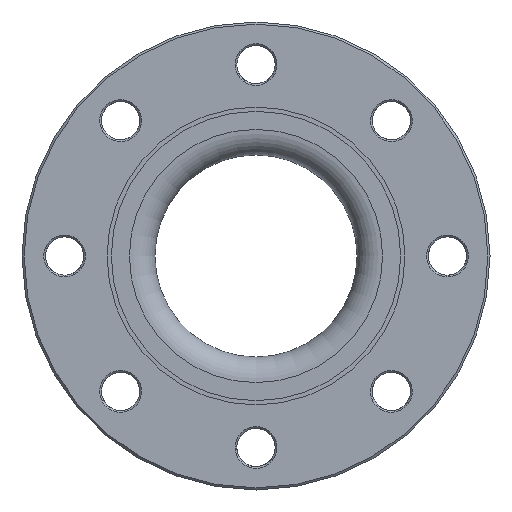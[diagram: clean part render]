
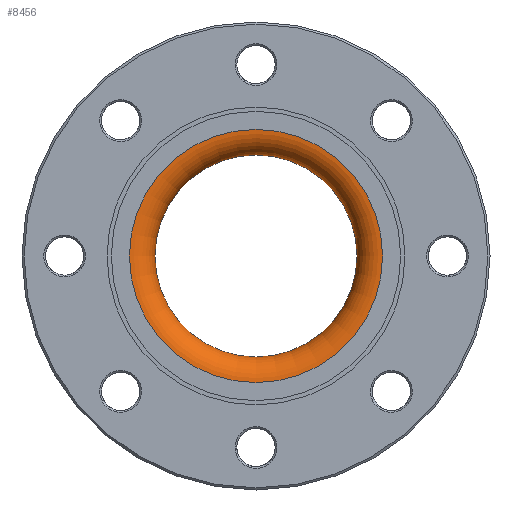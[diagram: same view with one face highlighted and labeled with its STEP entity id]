
A CAD part, left-side view. The second image highlights one B-rep face of the part: STEP entity #8456.
In plain terms, the highlighted toroidal (fillet/blend) face has major radius 59.5 mm and minor radius 12 mm.
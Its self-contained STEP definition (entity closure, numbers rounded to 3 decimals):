
#7787=CARTESIAN_POINT('',(-65.,-0.,59.5));
#7788=VERTEX_POINT('',#7787);
#7789=CARTESIAN_POINT('',(-65.,0.,0.));
#7790=DIRECTION('',(1.,-0.,-0.));
#7791=DIRECTION('',(0.,0.,1.));
#7792=AXIS2_PLACEMENT_3D('',#7789,#7790,#7791);
#7793=CIRCLE('',#7792,59.5);
#7794=EDGE_CURVE('',#7788,#7788,#7793,.T.);
#8390=CARTESIAN_POINT('',(-53.,0.,-47.5));
#8391=VERTEX_POINT('',#8390);
#8401=CARTESIAN_POINT('',(-53.,-0.,47.5));
#8402=VERTEX_POINT('',#8401);
#8403=CARTESIAN_POINT('',(-53.,0.,0.));
#8404=DIRECTION('',(-1.,0.,0.));
#8405=DIRECTION('',(0.,0.,1.));
#8406=AXIS2_PLACEMENT_3D('',#8403,#8404,#8405);
#8407=CIRCLE('',#8406,47.5);
#8408=EDGE_CURVE('',#8391,#8402,#8407,.T.);
#8410=CARTESIAN_POINT('',(-53.,0.,0.));
#8411=DIRECTION('',(-1.,0.,0.));
#8412=DIRECTION('',(0.,0.,1.));
#8413=AXIS2_PLACEMENT_3D('',#8410,#8411,#8412);
#8414=CIRCLE('',#8413,47.5);
#8415=EDGE_CURVE('',#8402,#8391,#8414,.T.);
#8438=CARTESIAN_POINT('',(-53.,0.,0.));
#8439=DIRECTION('',(-1.,0.,0.));
#8440=DIRECTION('',(0.,0.,1.));
#8441=AXIS2_PLACEMENT_3D('',#8438,#8439,#8440);
#8442=TOROIDAL_SURFACE('',#8441,59.5,12.);
#8443=CARTESIAN_POINT('',(-53.,0.,59.5));
#8444=DIRECTION('',(-0.,1.,-0.));
#8445=DIRECTION('',(0.,0.,1.));
#8446=AXIS2_PLACEMENT_3D('',#8443,#8444,#8445);
#8447=CIRCLE('',#8446,12.);
#8448=EDGE_CURVE('',#8402,#7788,#8447,.T.);
#8449=ORIENTED_EDGE('',*,*,#8448,.T.);
#8450=ORIENTED_EDGE('',*,*,#7794,.F.);
#8451=ORIENTED_EDGE('',*,*,#8448,.F.);
#8452=ORIENTED_EDGE('',*,*,#8408,.F.);
#8453=ORIENTED_EDGE('',*,*,#8415,.F.);
#8454=EDGE_LOOP('',(#8449,#8450,#8451,#8452,#8453));
#8455=FACE_BOUND('',#8454,.T.);
#8456=ADVANCED_FACE('',(#8455),#8442,.T.);
